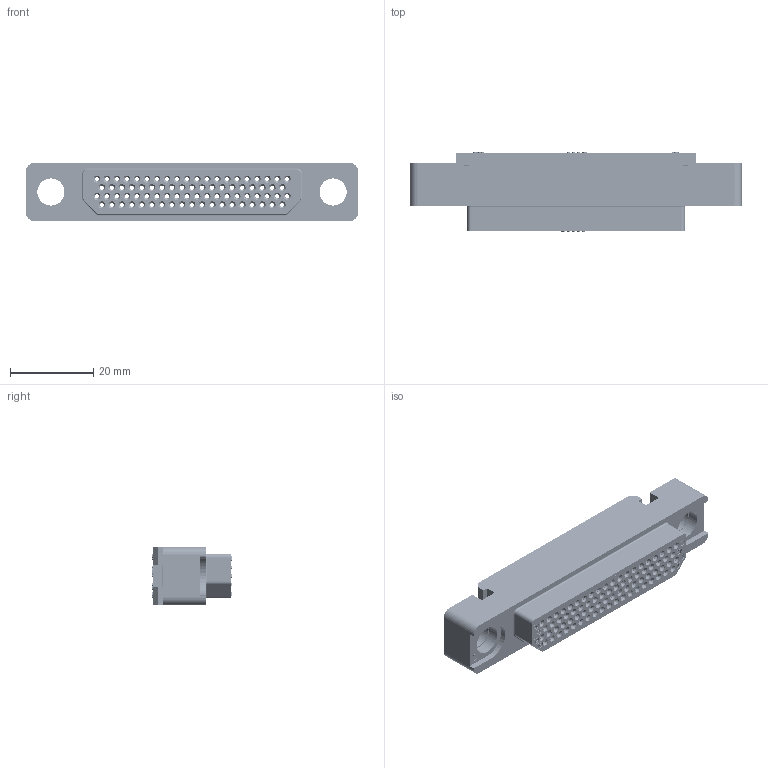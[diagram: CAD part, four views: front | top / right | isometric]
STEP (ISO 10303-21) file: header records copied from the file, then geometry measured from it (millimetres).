
FILE_DESCRIPTION((''),'2;1');
FILE_NAME('1900ND02S2X00C','2020-08-05T',('presta_be4'),(''),'CREO PARAMETRIC BY PTC INC, 2018360','CREO PARAMETRIC BY PTC INC, 2018360','');
FILE_SCHEMA(('CONFIG_CONTROL_DESIGN'));
Products named in the file (1): 1900ND02S2X00C
Bounding box: 80 x 19.05 x 14 mm (x, y, z)
Volume: 11886.3 mm3; surface area: 18707.4 mm2
Topology: 21 solids, 21 shells, 6356 faces, 17242 edges, 11228 vertices
Faces by surface type: plane 2911, cylinder 1964, cone 940, sphere 312, extrusion 223, torus 6
Entity records: 232324 total; most frequent: CARTESIAN_POINT 69984, ORIENTED_EDGE 34484, DIRECTION 33239, EDGE_CURVE 17242, AXIS2_PLACEMENT_3D 11959, VERTEX_POINT 11228, VECTOR 9321, LINE 9098
